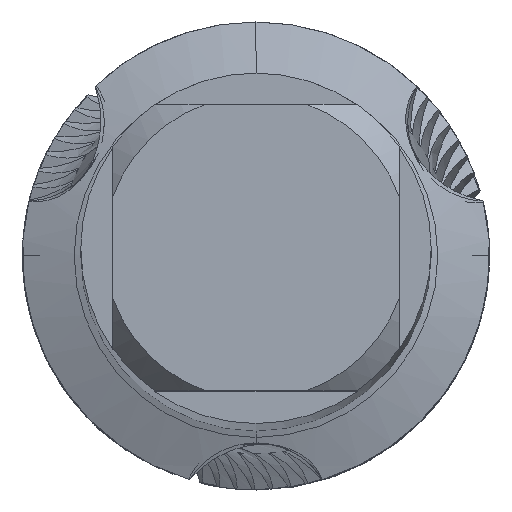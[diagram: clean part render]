
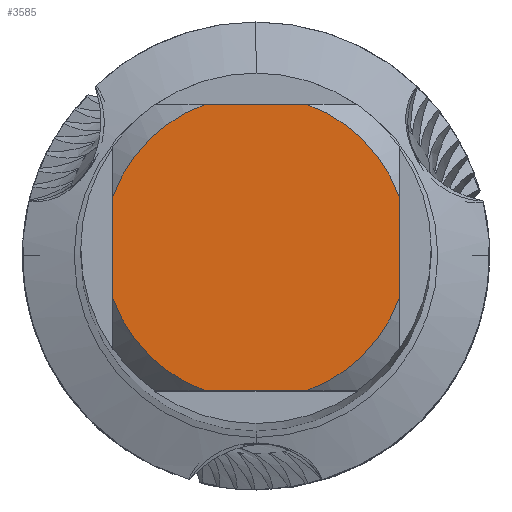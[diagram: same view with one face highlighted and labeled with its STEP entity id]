
A CAD part, top view. The second image highlights one B-rep face of the part: STEP entity #3585.
In plain terms, the highlighted planar face has unit normal (0, 0, 1).
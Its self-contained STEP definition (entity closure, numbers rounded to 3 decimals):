
#1555=VERTEX_POINT('',#4340);
#1755=VERTEX_POINT('',#4560);
#2249=VERTEX_POINT('',#5099);
#2535=EDGE_CURVE('',#2555,#1555,#5404,.T.);
#2555=VERTEX_POINT('',#5425);
#2557=EDGE_CURVE('',#2555,#1755,#5427,.T.);
#2993=VERTEX_POINT('',#5905);
#3143=EDGE_CURVE('',#3571,#3541,#6064,.T.);
#3257=EDGE_CURVE('',#3837,#1555,#6189,.T.);
#3437=EDGE_CURVE('',#3837,#2993,#6388,.T.);
#3541=VERTEX_POINT('',#6499);
#3571=VERTEX_POINT('',#6530);
#3585=ADVANCED_FACE('',(#6547),#6548,.T.);
#3613=EDGE_CURVE('',#3571,#2993,#6577,.T.);
#3837=VERTEX_POINT('',#6824);
#3913=EDGE_CURVE('',#2249,#1755,#6905,.T.);
#3951=EDGE_CURVE('',#2249,#3541,#6944,.T.);
#4340=CARTESIAN_POINT('',(-0.87,2.45,0.0));
#4560=CARTESIAN_POINT('',(2.45,0.87,0.0));
#5099=CARTESIAN_POINT('',(2.45,-0.87,0.0));
#5404=LINE('',#10043,#10044);
#5425=CARTESIAN_POINT('',(0.87,2.45,0.0));
#5427=CIRCLE('',#10086,2.6);
#5905=CARTESIAN_POINT('',(-2.45,-0.87,0.0));
#6064=LINE('',#11676,#11677);
#6189=CIRCLE('',#12010,2.6);
#6388=LINE('',#12538,#12539);
#6499=CARTESIAN_POINT('',(0.87,-2.45,0.0));
#6530=CARTESIAN_POINT('',(-0.87,-2.45,0.0));
#6547=FACE_OUTER_BOUND('',#12924,.T.);
#6548=PLANE('',#12925);
#6577=CIRCLE('',#13017,2.6);
#6824=CARTESIAN_POINT('',(-2.45,0.87,0.0));
#6905=LINE('',#13727,#13728);
#6944=CIRCLE('',#13796,2.6);
#10043=CARTESIAN_POINT('',(0.0,2.45,0.0));
#10044=VECTOR('',#15732,1.0);
#10086=AXIS2_PLACEMENT_3D('',#15747,#15748,#15749);
#11676=CARTESIAN_POINT('',(0.0,-2.45,0.0));
#11677=VECTOR('',#16460,1.0);
#12010=AXIS2_PLACEMENT_3D('',#16662,#16663,#16664);
#12538=CARTESIAN_POINT('',(-2.45,0.65,0.0));
#12539=VECTOR('',#16883,1.0);
#12924=EDGE_LOOP('',(#17040,#17041,#17042,#17043,#17044,#17045,#17046,#17047));
#12925=AXIS2_PLACEMENT_3D('',#17048,#17049,#17050);
#13017=AXIS2_PLACEMENT_3D('',#17065,#17066,#17067);
#13727=CARTESIAN_POINT('',(2.45,0.65,0.0));
#13728=VECTOR('',#17413,1.0);
#13796=AXIS2_PLACEMENT_3D('',#17446,#17447,#17448);
#15732=DIRECTION('',(-1.0,0.0,0.0));
#15747=CARTESIAN_POINT('',(0.0,0.0,0.0));
#15748=DIRECTION('',(0.0,0.0,-1.0));
#15749=DIRECTION('',(0.0,1.0,0.0));
#16460=DIRECTION('',(1.0,0.0,0.0));
#16662=CARTESIAN_POINT('',(0.0,0.0,0.0));
#16663=DIRECTION('',(0.0,0.0,-1.0));
#16664=DIRECTION('',(0.0,1.0,0.0));
#16883=DIRECTION('',(-0.0,-1.0,0.0));
#17040=ORIENTED_EDGE('',*,*,#3437,.T.);
#17041=ORIENTED_EDGE('',*,*,#3613,.F.);
#17042=ORIENTED_EDGE('',*,*,#3143,.T.);
#17043=ORIENTED_EDGE('',*,*,#3951,.F.);
#17044=ORIENTED_EDGE('',*,*,#3913,.T.);
#17045=ORIENTED_EDGE('',*,*,#2557,.F.);
#17046=ORIENTED_EDGE('',*,*,#2535,.T.);
#17047=ORIENTED_EDGE('',*,*,#3257,.F.);
#17048=CARTESIAN_POINT('',(0.0,1.3,0.0));
#17049=DIRECTION('',(-0.0,0.0,1.0));
#17050=DIRECTION('',(0.0,-1.0,0.0));
#17065=CARTESIAN_POINT('',(0.0,0.0,0.0));
#17066=DIRECTION('',(0.0,0.0,-1.0));
#17067=DIRECTION('',(0.0,1.0,0.0));
#17413=DIRECTION('',(-0.0,1.0,0.0));
#17446=CARTESIAN_POINT('',(0.0,0.0,0.0));
#17447=DIRECTION('',(0.0,0.0,-1.0));
#17448=DIRECTION('',(0.0,1.0,0.0));
